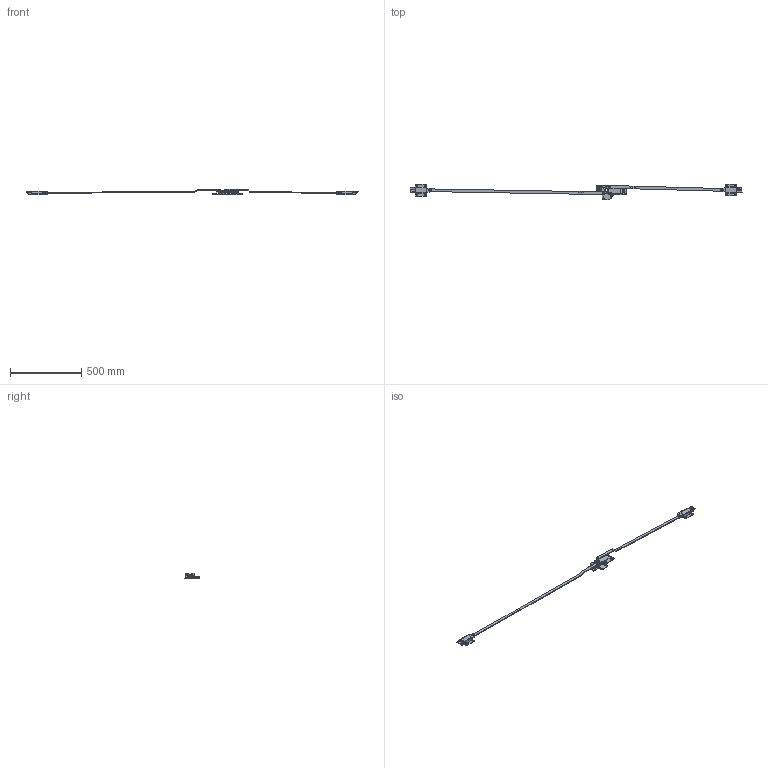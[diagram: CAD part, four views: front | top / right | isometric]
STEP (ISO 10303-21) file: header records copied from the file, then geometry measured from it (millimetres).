
FILE_DESCRIPTION((''),'2;1');
FILE_NAME('5624-U.stp','2012-09-13T09:36:05',('fredp'),(''),'Autodesk Inventor 2012','Autodesk Inventor 2012','');
FILE_SCHEMA(('AUTOMOTIVE_DESIGN { 1 0 10303 214 1 1 1 1 }'));
Length unit declared in the file: inch
Products named in the file (1): 5624-U
Bounding box: 2333.09 x 112.29 x 38.38 mm (x, y, z)
Surface area: 287671.1 mm2 (no closed solid volume)
Topology: 0 solids, 12 shells, 1025 faces, 2647 edges, 1665 vertices
Faces by surface type: plane 475, cylinder 238, bspline 228, torus 48, sphere 26, cone 10
Full cylindrical faces by diameter (mm): 4.953 x2, 5.004 x2, 5.556 x8, 5.944 x8, 6.35 x1, 7.137 x4, 7.671 x2, 8.433 x2, 9.525 x4, 9.906 x4, 10.312 x2, 11.125 x1, 12.7 x2, 28.448 x2, 28.829 x2, 41.275 x1
Entity records: 38801 total; most frequent: CARTESIAN_POINT 14436, ORIENTED_EDGE 5076, DIRECTION 4218, EDGE_CURVE 2538, VERTEX_POINT 1639, VECTOR 1494, LINE 1494, AXIS2_PLACEMENT_3D 1362
